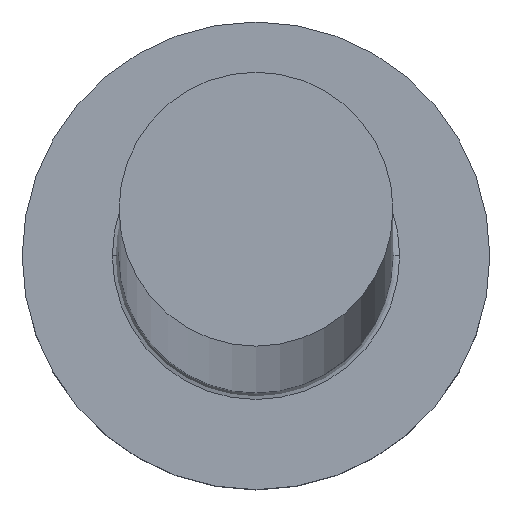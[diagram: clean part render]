
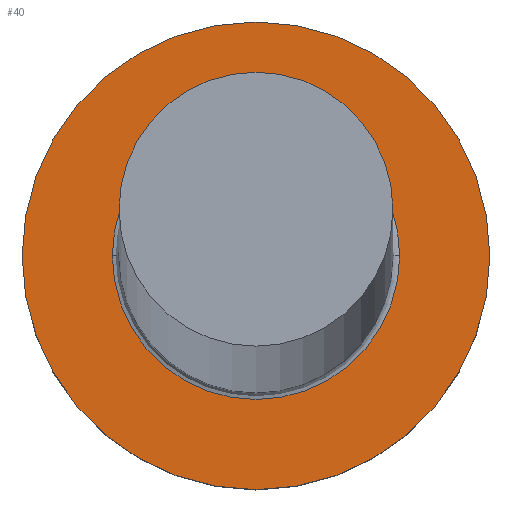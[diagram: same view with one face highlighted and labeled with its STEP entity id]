
A CAD part, top view. The second image highlights one B-rep face of the part: STEP entity #40.
In plain terms, the highlighted planar face has unit normal (0, 0, 1).
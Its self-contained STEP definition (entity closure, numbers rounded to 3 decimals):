
#7 = FACE_OUTER_BOUND ( 'NONE', #126, .T. ) ;
#12 = CARTESIAN_POINT ( 'NONE',  ( -4.3, 0., 5. ) ) ;
#14 = CIRCLE ( 'NONE', #199, 4.3 ) ;
#31 = CARTESIAN_POINT ( 'NONE',  ( 0., 0., 5. ) ) ;
#40 = ADVANCED_FACE ( 'NONE', ( #123, #7 ), #76, .T. ) ;
#41 = CARTESIAN_POINT ( 'NONE',  ( 0., 0., 5. ) ) ;
#55 = DIRECTION ( 'NONE',  ( 1., 0., 0. ) ) ;
#57 = DIRECTION ( 'NONE',  ( 0., 0., -1. ) ) ;
#60 = ORIENTED_EDGE ( 'NONE', *, *, #155, .T. ) ;
#63 = CARTESIAN_POINT ( 'NONE',  ( 0., 0., 5. ) ) ;
#67 = CARTESIAN_POINT ( 'NONE',  ( 7., 0., 5. ) ) ;
#76 = PLANE ( 'NONE',  #169 ) ;
#77 = AXIS2_PLACEMENT_3D ( 'NONE', #41, #266, #90 ) ;
#89 = DIRECTION ( 'NONE',  ( 0., 0., -1. ) ) ;
#90 = DIRECTION ( 'NONE',  ( 1., 0., 0. ) ) ;
#101 = VERTEX_POINT ( 'NONE', #261 ) ;
#105 = CARTESIAN_POINT ( 'NONE',  ( 0., 0., 5. ) ) ;
#106 = EDGE_CURVE ( 'NONE', #159, #120, #227, .T. ) ;
#120 = VERTEX_POINT ( 'NONE', #172 ) ;
#123 = FACE_BOUND ( 'NONE', #279, .T. ) ;
#126 = EDGE_LOOP ( 'NONE', ( #281, #180 ) ) ;
#131 = DIRECTION ( 'NONE',  ( 1., 0., 0. ) ) ;
#136 = ORIENTED_EDGE ( 'NONE', *, *, #106, .T. ) ;
#145 = DIRECTION ( 'NONE',  ( 1., 0., 0. ) ) ;
#151 = DIRECTION ( 'NONE',  ( 0., 0., 1. ) ) ;
#155 = EDGE_CURVE ( 'NONE', #120, #159, #14, .T. ) ;
#159 = VERTEX_POINT ( 'NONE', #12 ) ;
#169 = AXIS2_PLACEMENT_3D ( 'NONE', #105, #189, #55 ) ;
#172 = CARTESIAN_POINT ( 'NONE',  ( 4.3, 0., 5. ) ) ;
#174 = CARTESIAN_POINT ( 'NONE',  ( 0., 0., 5. ) ) ;
#180 = ORIENTED_EDGE ( 'NONE', *, *, #306, .T. ) ;
#188 = AXIS2_PLACEMENT_3D ( 'NONE', #31, #57, #145 ) ;
#189 = DIRECTION ( 'NONE',  ( 0., 0., 1. ) ) ;
#191 = EDGE_CURVE ( 'NONE', #101, #290, #194, .T. ) ;
#194 = CIRCLE ( 'NONE', #77, 7. ) ;
#199 = AXIS2_PLACEMENT_3D ( 'NONE', #174, #89, #131 ) ;
#218 = CIRCLE ( 'NONE', #262, 7. ) ;
#227 = CIRCLE ( 'NONE', #188, 4.3 ) ;
#257 = DIRECTION ( 'NONE',  ( 1., 0., 0. ) ) ;
#261 = CARTESIAN_POINT ( 'NONE',  ( -7., 0., 5. ) ) ;
#262 = AXIS2_PLACEMENT_3D ( 'NONE', #63, #151, #257 ) ;
#266 = DIRECTION ( 'NONE',  ( 0., 0., 1. ) ) ;
#279 = EDGE_LOOP ( 'NONE', ( #60, #136 ) ) ;
#281 = ORIENTED_EDGE ( 'NONE', *, *, #191, .T. ) ;
#290 = VERTEX_POINT ( 'NONE', #67 ) ;
#306 = EDGE_CURVE ( 'NONE', #290, #101, #218, .T. ) ;
